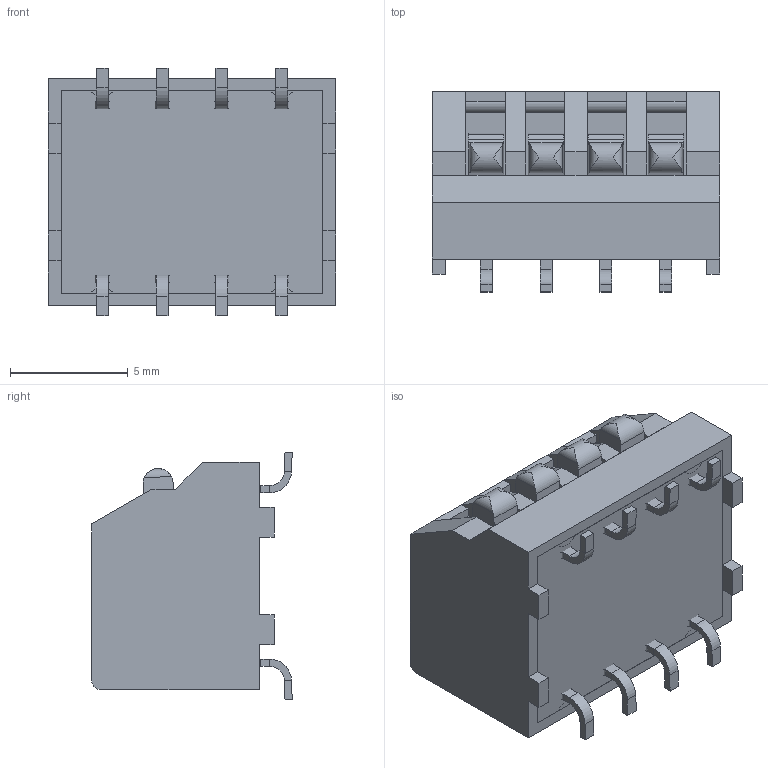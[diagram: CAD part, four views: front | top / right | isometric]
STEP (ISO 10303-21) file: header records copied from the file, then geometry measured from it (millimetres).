
FILE_DESCRIPTION((''),'2;1');
FILE_NAME('76HPSB04GWRT_SW0001','2021-05-24T',('erenkor'),(''),'PRO/ENGINEER BY PARAMETRIC TECHNOLOGY CORPORATION, 2016100','PRO/ENGINEER BY PARAMETRIC TECHNOLOGY CORPORATION, 2016100','');
FILE_SCHEMA(('CONFIG_CONTROL_DESIGN'));
Length unit declared in the file: inch
Products named in the file (1): 76HPSB04GWRT_SW0001
Bounding box: 12.19 x 8.51 x 10.52 mm (x, y, z)
Surface area: 1037.2 mm2 (no closed solid volume)
Topology: 0 solids, 20 shells, 271 faces, 1074 edges, 808 vertices
Faces by surface type: plane 220, cylinder 51
Entity records: 11311 total; most frequent: CARTESIAN_POINT 2521, DIRECTION 1736, ORIENTED_EDGE 1660, EDGE_CURVE 1074, VECTOR 858, LINE 858, VERTEX_POINT 808, AXIS2_PLACEMENT_3D 439
